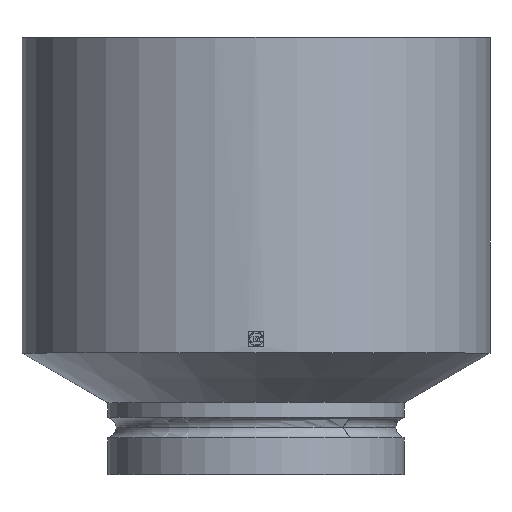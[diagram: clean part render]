
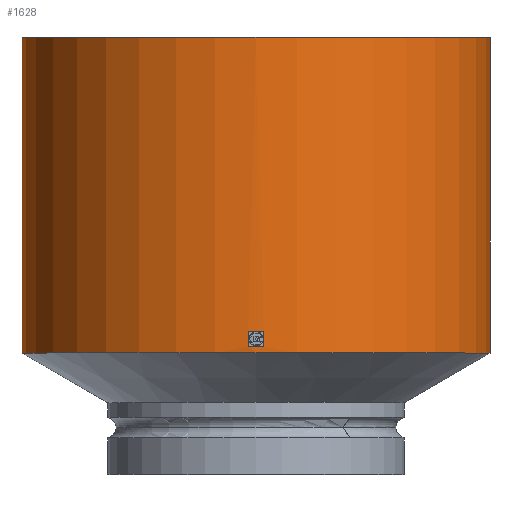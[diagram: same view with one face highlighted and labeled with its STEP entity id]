
A CAD part, top view. The second image highlights one B-rep face of the part: STEP entity #1628.
In plain terms, the highlighted cylindrical face has radius 75 mm (diameter 150 mm), a partial arc.
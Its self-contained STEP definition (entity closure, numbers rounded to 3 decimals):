
#41 = VERTEX_POINT ( 'NONE', #592 ) ;
#74 = VECTOR ( 'NONE', #1633, 1000. ) ;
#114 = DIRECTION ( 'NONE',  ( 1., 0., 0. ) ) ;
#127 = CARTESIAN_POINT ( 'NONE',  ( 0., 38.877, 0. ) ) ;
#145 = EDGE_CURVE ( 'NONE', #41, #1770, #855, .T. ) ;
#153 = CARTESIAN_POINT ( 'NONE',  ( -2.5, 40.877, 74.958 ) ) ;
#197 = CARTESIAN_POINT ( 'NONE',  ( -75., 140., 0. ) ) ;
#216 = VERTEX_POINT ( 'NONE', #603 ) ;
#224 = DIRECTION ( 'NONE',  ( 0., -1., 0. ) ) ;
#254 = DIRECTION ( 'NONE',  ( 0., -1., 0. ) ) ;
#307 = ORIENTED_EDGE ( 'NONE', *, *, #1557, .T. ) ;
#308 = VERTEX_POINT ( 'NONE', #1681 ) ;
#320 = AXIS2_PLACEMENT_3D ( 'NONE', #1056, #254, #1317 ) ;
#353 = CARTESIAN_POINT ( 'NONE',  ( 0., 2.042, 0. ) ) ;
#381 = FACE_BOUND ( 'NONE', #1756, .T. ) ;
#432 = CIRCLE ( 'NONE', #1052, 75. ) ;
#435 = ORIENTED_EDGE ( 'NONE', *, *, #611, .F. ) ;
#508 = AXIS2_PLACEMENT_3D ( 'NONE', #1575, #1678, #1154 ) ;
#526 = FACE_OUTER_BOUND ( 'NONE', #940, .T. ) ;
#539 = ORIENTED_EDGE ( 'NONE', *, *, #790, .T. ) ;
#552 = VERTEX_POINT ( 'NONE', #1036 ) ;
#579 = CARTESIAN_POINT ( 'NONE',  ( -2.5, 45.853, 74.958 ) ) ;
#592 = CARTESIAN_POINT ( 'NONE',  ( -2.5, 45.853, 74.958 ) ) ;
#603 = CARTESIAN_POINT ( 'NONE',  ( -75., 38.877, 0. ) ) ;
#611 = EDGE_CURVE ( 'NONE', #552, #308, #1081, .T. ) ;
#621 = EDGE_CURVE ( 'NONE', #308, #216, #432, .T. ) ;
#637 = CARTESIAN_POINT ( 'NONE',  ( -75., 2.042, 0. ) ) ;
#677 = CARTESIAN_POINT ( 'NONE',  ( 75., 2.042, 0. ) ) ;
#680 = ORIENTED_EDGE ( 'NONE', *, *, #145, .F. ) ;
#701 = DIRECTION ( 'NONE',  ( 0., -1., 0. ) ) ;
#769 = DIRECTION ( 'NONE',  ( 1., 0., 0. ) ) ;
#779 = ORIENTED_EDGE ( 'NONE', *, *, #1348, .F. ) ;
#790 = EDGE_CURVE ( 'NONE', #552, #1031, #1719, .T. ) ;
#829 = DIRECTION ( 'NONE',  ( 0., 1., 0. ) ) ;
#855 = LINE ( 'NONE', #579, #1236 ) ;
#920 = CARTESIAN_POINT ( 'NONE',  ( 2.5, 45.853, 74.958 ) ) ;
#940 = EDGE_LOOP ( 'NONE', ( #539, #307, #1715, #435 ) ) ;
#962 = LINE ( 'NONE', #1234, #1074 ) ;
#967 = DIRECTION ( 'NONE',  ( 0., -1., 0. ) ) ;
#973 = CIRCLE ( 'NONE', #320, 75. ) ;
#1031 = VERTEX_POINT ( 'NONE', #197 ) ;
#1036 = CARTESIAN_POINT ( 'NONE',  ( 75., 140., 0. ) ) ;
#1052 = AXIS2_PLACEMENT_3D ( 'NONE', #127, #701, #1216 ) ;
#1056 = CARTESIAN_POINT ( 'NONE',  ( 0., 40.877, 0. ) ) ;
#1072 = CYLINDRICAL_SURFACE ( 'NONE', #1228, 75. ) ;
#1074 = VECTOR ( 'NONE', #829, 1000. ) ;
#1081 = LINE ( 'NONE', #677, #74 ) ;
#1116 = EDGE_CURVE ( 'NONE', #1593, #41, #1592, .T. ) ;
#1123 = ORIENTED_EDGE ( 'NONE', *, *, #1116, .F. ) ;
#1149 = ORIENTED_EDGE ( 'NONE', *, *, #1177, .T. ) ;
#1154 = DIRECTION ( 'NONE',  ( -0.033, 0., 0.999 ) ) ;
#1164 = VERTEX_POINT ( 'NONE', #1746 ) ;
#1177 = EDGE_CURVE ( 'NONE', #1164, #1770, #973, .T. ) ;
#1216 = DIRECTION ( 'NONE',  ( 1., 0., 0. ) ) ;
#1228 = AXIS2_PLACEMENT_3D ( 'NONE', #353, #224, #769 ) ;
#1234 = CARTESIAN_POINT ( 'NONE',  ( 2.5, 40.877, 74.958 ) ) ;
#1236 = VECTOR ( 'NONE', #967, 1000. ) ;
#1317 = DIRECTION ( 'NONE',  ( -0.033, 0., 0.999 ) ) ;
#1348 = EDGE_CURVE ( 'NONE', #1164, #1593, #962, .T. ) ;
#1440 = CARTESIAN_POINT ( 'NONE',  ( 0., 140., 0. ) ) ;
#1449 = LINE ( 'NONE', #637, #1737 ) ;
#1557 = EDGE_CURVE ( 'NONE', #1031, #216, #1449, .T. ) ;
#1575 = CARTESIAN_POINT ( 'NONE',  ( 0., 45.853, 0. ) ) ;
#1576 = DIRECTION ( 'NONE',  ( 0., -1., 0. ) ) ;
#1589 = AXIS2_PLACEMENT_3D ( 'NONE', #1440, #1576, #114 ) ;
#1592 = CIRCLE ( 'NONE', #508, 75. ) ;
#1593 = VERTEX_POINT ( 'NONE', #920 ) ;
#1628 = ADVANCED_FACE ( 'NONE', ( #381, #526 ), #1072, .T. ) ;
#1633 = DIRECTION ( 'NONE',  ( 0., -1., 0. ) ) ;
#1678 = DIRECTION ( 'NONE',  ( 0., -1., 0. ) ) ;
#1681 = CARTESIAN_POINT ( 'NONE',  ( 75., 38.877, 0. ) ) ;
#1715 = ORIENTED_EDGE ( 'NONE', *, *, #621, .F. ) ;
#1719 = CIRCLE ( 'NONE', #1589, 75. ) ;
#1737 = VECTOR ( 'NONE', #1738, 1000. ) ;
#1738 = DIRECTION ( 'NONE',  ( 0., -1., 0. ) ) ;
#1746 = CARTESIAN_POINT ( 'NONE',  ( 2.5, 40.877, 74.958 ) ) ;
#1756 = EDGE_LOOP ( 'NONE', ( #680, #1123, #779, #1149 ) ) ;
#1770 = VERTEX_POINT ( 'NONE', #153 ) ;
